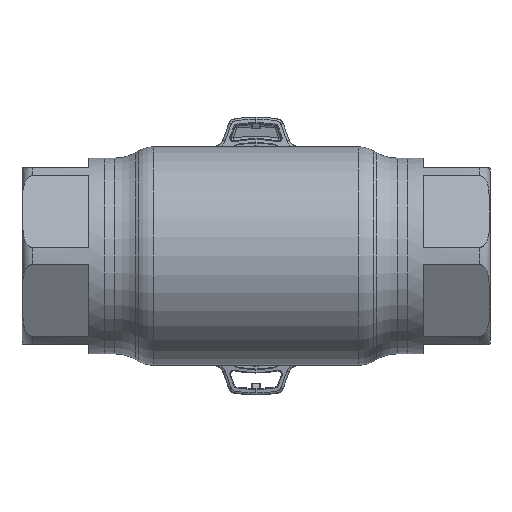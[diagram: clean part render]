
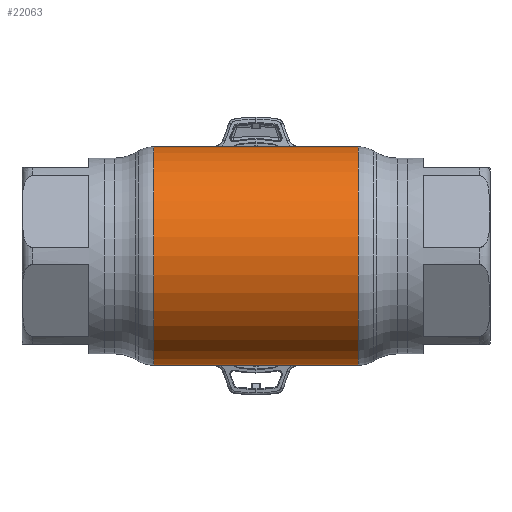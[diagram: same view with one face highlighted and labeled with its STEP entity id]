
A CAD part, front view. The second image highlights one B-rep face of the part: STEP entity #22063.
In plain terms, the highlighted cylindrical face has radius 42.5 mm (diameter 85 mm), a partial arc.
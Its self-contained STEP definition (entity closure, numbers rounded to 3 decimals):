
#1867 = DIRECTION ( 'NONE',  ( -1., 0., 0. ) ) ;
#1918 = CARTESIAN_POINT ( 'NONE',  ( 39.749, 0., 42.5 ) ) ;
#2357 = CYLINDRICAL_SURFACE ( 'NONE', #23317, 42.5 ) ;
#3600 = EDGE_CURVE ( 'NONE', #18701, #23845, #24371, .T. ) ;
#4459 = CARTESIAN_POINT ( 'NONE',  ( -62.69, 0., 42.5 ) ) ;
#4876 = VERTEX_POINT ( 'NONE', #27215 ) ;
#4893 = CARTESIAN_POINT ( 'NONE',  ( -62.69, 0., -42.5 ) ) ;
#6106 = ORIENTED_EDGE ( 'NONE', *, *, #15237, .F. ) ;
#6265 = ORIENTED_EDGE ( 'NONE', *, *, #10762, .F. ) ;
#7295 = DIRECTION ( 'NONE',  ( -1., 0., 0. ) ) ;
#7365 = EDGE_CURVE ( 'NONE', #23845, #4876, #10349, .T. ) ;
#7706 = CIRCLE ( 'NONE', #28130, 42.5 ) ;
#7734 = FACE_OUTER_BOUND ( 'NONE', #28678, .T. ) ;
#9129 = VERTEX_POINT ( 'NONE', #20330 ) ;
#10250 = DIRECTION ( 'NONE',  ( -1., 0., 0. ) ) ;
#10349 = LINE ( 'NONE', #4459, #15397 ) ;
#10762 = EDGE_CURVE ( 'NONE', #9129, #4876, #7706, .T. ) ;
#12785 = DIRECTION ( 'NONE',  ( -1., 0., 0. ) ) ;
#12871 = DIRECTION ( 'NONE',  ( 0., 0., 1. ) ) ;
#13114 = ORIENTED_EDGE ( 'NONE', *, *, #3600, .T. ) ;
#15237 = EDGE_CURVE ( 'NONE', #18701, #9129, #28616, .T. ) ;
#15385 = DIRECTION ( 'NONE',  ( 0., 0., 1. ) ) ;
#15397 = VECTOR ( 'NONE', #20774, 1000. ) ;
#15445 = DIRECTION ( 'NONE',  ( 0., 0., 1. ) ) ;
#18587 = CARTESIAN_POINT ( 'NONE',  ( -39.749, 0., 0. ) ) ;
#18701 = VERTEX_POINT ( 'NONE', #27144 ) ;
#18856 = AXIS2_PLACEMENT_3D ( 'NONE', #22677, #1867, #15445 ) ;
#20330 = CARTESIAN_POINT ( 'NONE',  ( -39.749, 0., -42.5 ) ) ;
#20774 = DIRECTION ( 'NONE',  ( -1., 0., 0. ) ) ;
#21190 = ORIENTED_EDGE ( 'NONE', *, *, #7365, .T. ) ;
#22063 = ADVANCED_FACE ( 'NONE', ( #7734 ), #2357, .T. ) ;
#22677 = CARTESIAN_POINT ( 'NONE',  ( 39.749, 0., 0. ) ) ;
#23317 = AXIS2_PLACEMENT_3D ( 'NONE', #31066, #12785, #15385 ) ;
#23845 = VERTEX_POINT ( 'NONE', #1918 ) ;
#24371 = CIRCLE ( 'NONE', #18856, 42.5 ) ;
#27144 = CARTESIAN_POINT ( 'NONE',  ( 39.749, 0., -42.5 ) ) ;
#27215 = CARTESIAN_POINT ( 'NONE',  ( -39.749, 0., 42.5 ) ) ;
#28130 = AXIS2_PLACEMENT_3D ( 'NONE', #18587, #7295, #12871 ) ;
#28616 = LINE ( 'NONE', #4893, #30190 ) ;
#28678 = EDGE_LOOP ( 'NONE', ( #6106, #13114, #21190, #6265 ) ) ;
#30190 = VECTOR ( 'NONE', #10250, 1000. ) ;
#31066 = CARTESIAN_POINT ( 'NONE',  ( -62.69, 0., 0. ) ) ;
